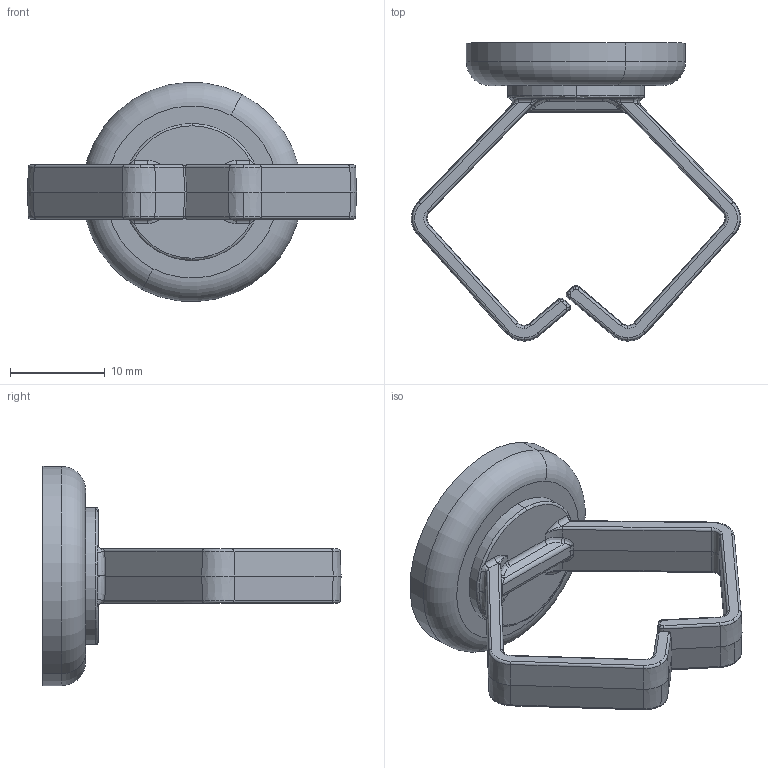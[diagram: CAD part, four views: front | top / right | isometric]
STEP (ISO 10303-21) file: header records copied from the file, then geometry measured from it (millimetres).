
FILE_DESCRIPTION (( 'STEP AP203' ), '1' );
FILE_NAME ('62415.STEP', '2022-11-16T19:43:21', ( '' ), ( '' ), 'SwSTEP 2.0', 'SolidWorks 2021', '' );
FILE_SCHEMA (( 'CONFIG_CONTROL_DESIGN' ));
Length unit declared in the file: inch
Products named in the file (5): 82004 MAGNET; 62415; 82004W; 82004W CUP; 62433_Installed
Assembly tree (4 placements, depth 3):
  62415
    62433_Installed
    82004W
      82004W CUP
      82004 MAGNET
Bounding box: 34.82 x 31.52 x 23.17 mm (x, y, z)
Volume: 2388.5 mm3; surface area: 3474.5 mm2
Topology: 3 solids, 3 shells, 341 faces, 837 edges, 494 vertices
Faces by surface type: plane 101, cylinder 99, bspline 58, torus 45, cone 30, sphere 8
Entity records: 11225 total; most frequent: CARTESIAN_POINT 3206, ORIENTED_EDGE 1658, DIRECTION 1520, EDGE_CURVE 829, AXIS2_PLACEMENT_3D 576, VERTEX_POINT 494, VECTOR 368, LINE 368
